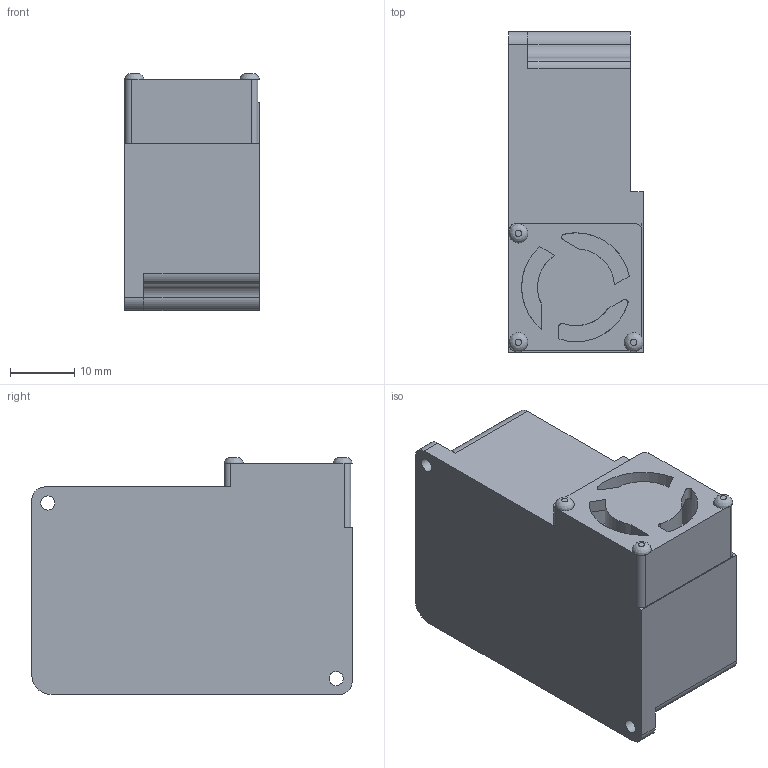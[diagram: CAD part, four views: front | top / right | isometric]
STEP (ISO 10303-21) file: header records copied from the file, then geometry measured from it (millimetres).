
FILE_DESCRIPTION(/* description */ (''),/* implementation_level */ '2;1');
FILE_NAME(/* name */ 'WINSENZH03B v1.step',/* time_stamp */ '2021-03-05T22:51:37+03:00',/* author */ (''),/* organization */ (''),/* preprocessor_version */ 'ST-DEVELOPER v18.1',/* originating_system */ 'Autodesk Translation Framework v9.10.0.1330',/* authorisation */ '');
FILE_SCHEMA (('AUTOMOTIVE_DESIGN { 1 0 10303 214 3 1 1 }'));
Length unit declared in the file: millimetre
Products named in the file (1): WINSENZH03B
Bounding box: 21 x 50 x 37 mm (x, y, z)
Volume: 31816.4 mm3; surface area: 8177.6 mm2
Topology: 1 solids, 1 shells, 85 faces, 231 edges, 151 vertices
Faces by surface type: plane 59, cylinder 23, bspline 3
Full cylindrical faces by diameter (mm): 2.2 x2, 12 x1, 17 x1
Entity records: 2859 total; most frequent: CARTESIAN_POINT 546, DIRECTION 470, ORIENTED_EDGE 462, EDGE_CURVE 231, LINE 158, VECTOR 158, AXIS2_PLACEMENT_3D 156, VERTEX_POINT 151
